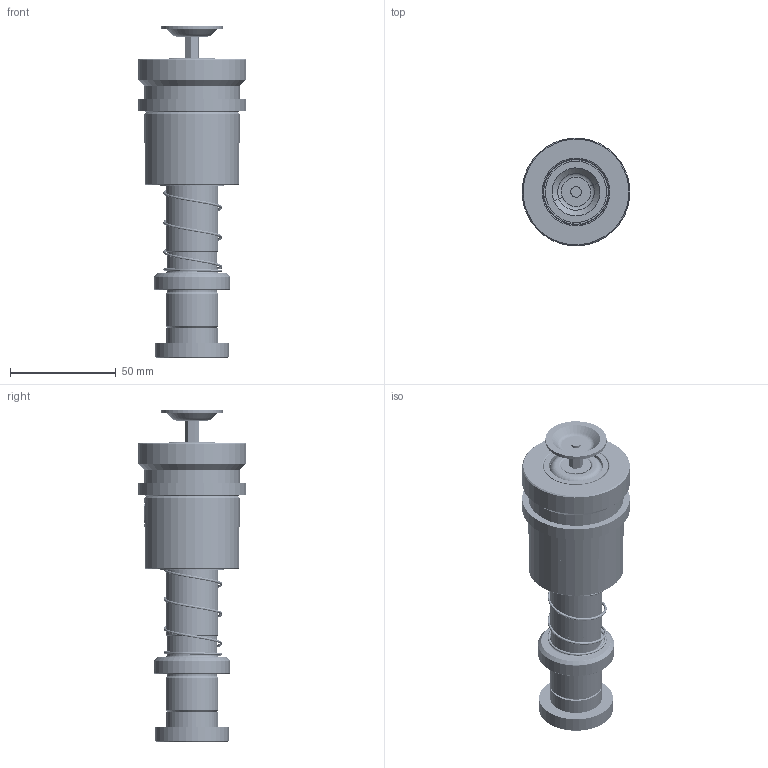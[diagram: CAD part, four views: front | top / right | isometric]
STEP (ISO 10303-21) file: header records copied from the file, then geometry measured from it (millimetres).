
FILE_DESCRIPTION (( 'STEP AP214' ), '1' );
FILE_NAME ('RTSH (RTJH)-D25-L110(BL-60).STEP', '2024-12-09T06:37:44', ( '111' ), ( '21222' ), 'SwSTEP 2.0', 'SolidWorks 2020', '' );
FILE_SCHEMA (( 'AUTOMOTIVE_DESIGN' ));
Length unit declared in the file: millimetre
Products named in the file (12): GTM-M12蹟簽; DRPM蹟簽D25; BSH-30.5-25.5-L60; BALL-D3; RTSH (RTJH)-D25-L110(BL-60); TRB25-35-25; GTM-29; HWP-D27.5-d25.5-L40; BSH-D30.5-25.5-L60郪蚾; GTM-3-縐种; TRPM-D25-L110; GTM-29郪蚾
Assembly tree (276 placements, depth 3):
  RTSH (RTJH)-D25-L110(BL-60)
    TRPM-D25-L110
    DRPM蹟簽D25
    TRB25-35-25
    BSH-D30.5-25.5-L60郪蚾
      BSH-30.5-25.5-L60
      BALL-D3  x266
    HWP-D27.5-d25.5-L40
    GTM-29郪蚾
      GTM-29
      GTM-3-縐种
      GTM-M12蹟簽
Bounding box: 50.92 x 50.92 x 157 mm (x, y, z)
Volume: 141236.8 mm3; surface area: 64577.9 mm2
Topology: 274 solids, 274 shells, 1288 faces, 5376 edges, 3572 vertices
Faces by surface type: sphere 1064, cylinder 74, plane 58, cone 40, bspline 30, torus 22
Entity records: 52375 total; most frequent: CARTESIAN_POINT 30860, ORIENTED_EDGE 4342, DIRECTION 3712, EDGE_CURVE 2171, AXIS2_PLACEMENT_3D 1752, VERTEX_POINT 1424, EDGE_LOOP 1293, B_SPLINE_CURVE_WITH_KNOTS 1200
